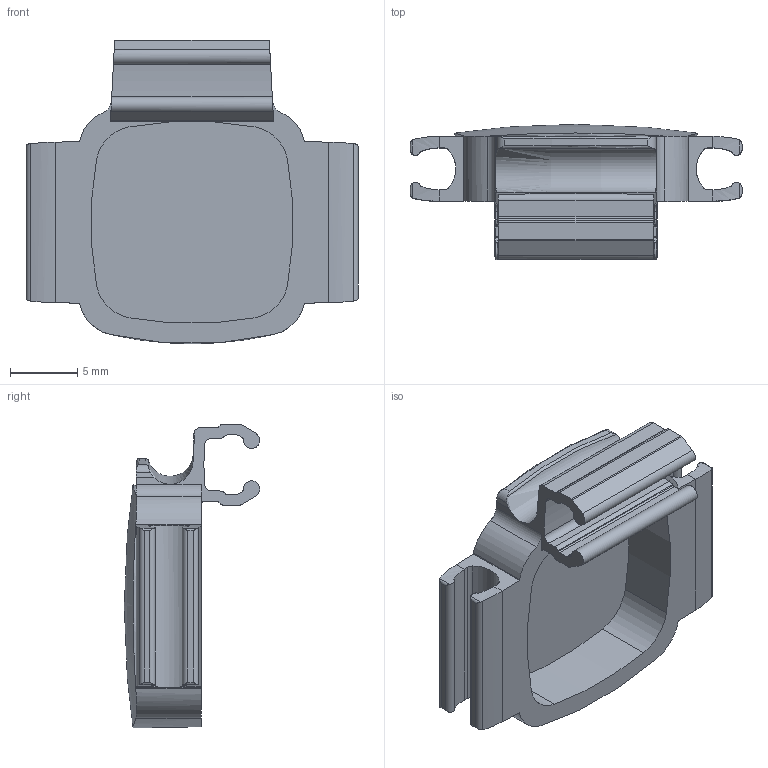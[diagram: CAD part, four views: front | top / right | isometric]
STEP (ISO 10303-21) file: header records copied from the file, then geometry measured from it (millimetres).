
FILE_DESCRIPTION(/* description */ ('STEP AP214'),/* implementation_level */ '2;1');
FILE_NAME(/* name */ '8069000_DADG-HL-N8-P2',/* time_stamp */ '2024-08-07T08:14:04+02:00',/* author */ ('License CC BY-ND 4.0'),/* organization */ ('CADENAS'),/* preprocessor_version */ 'ST-DEVELOPER v19.3',/* originating_system */ 'PARTsolutions',/* authorisation */ ' ');
FILE_SCHEMA (('AUTOMOTIVE_DESIGN {1 0 10303 214 3 1 1}'));
Length unit declared in the file: millimetre
Products named in the file (1): 8069000 DADG-HL-N8-P2
Bounding box: 24.6 x 10.03 x 22.5 mm (x, y, z)
Volume: 1057.9 mm3; surface area: 1821.3 mm2
Topology: 1 solids, 1 shells, 122 faces, 345 edges, 225 vertices
Faces by surface type: cylinder 82, plane 35, torus 4, sphere 1
Entity records: 4041 total; most frequent: CARTESIAN_POINT 916, ORIENTED_EDGE 684, DIRECTION 615, EDGE_CURVE 342, VERTEX_POINT 223, AXIS2_PLACEMENT_3D 220, LINE 175, VECTOR 175
